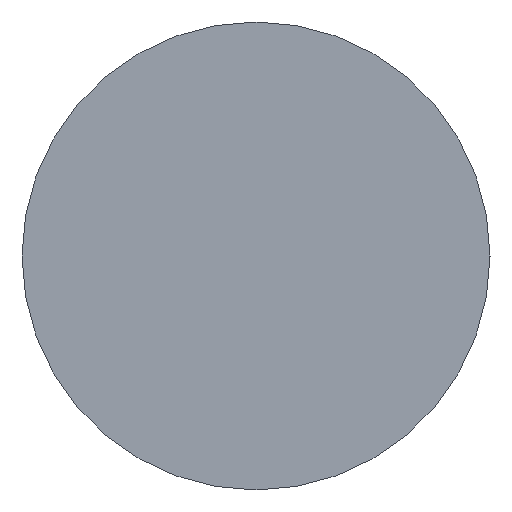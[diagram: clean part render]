
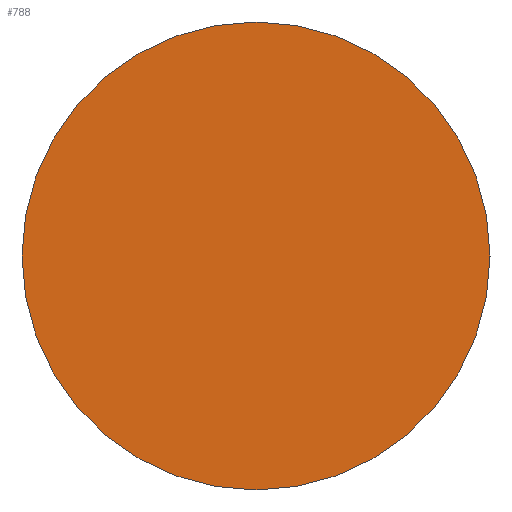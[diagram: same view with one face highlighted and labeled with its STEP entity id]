
A CAD part, front view. The second image highlights one B-rep face of the part: STEP entity #788.
In plain terms, the highlighted planar face has unit normal (0, -1, 0).
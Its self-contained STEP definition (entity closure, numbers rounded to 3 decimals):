
#74=PLANE('',#885);
#113=FACE_OUTER_BOUND('',#164,.T.);
#164=EDGE_LOOP('',(#627,#628));
#269=CIRCLE('',#886,22.5);
#270=CIRCLE('',#887,22.5);
#346=VERTEX_POINT('',#1379);
#347=VERTEX_POINT('',#1380);
#446=EDGE_CURVE('',#346,#347,#269,.T.);
#447=EDGE_CURVE('',#347,#346,#270,.T.);
#627=ORIENTED_EDGE('',*,*,#446,.F.);
#628=ORIENTED_EDGE('',*,*,#447,.F.);
#788=ADVANCED_FACE('',(#113),#74,.T.);
#885=AXIS2_PLACEMENT_3D('',#1378,#1068,#1069);
#886=AXIS2_PLACEMENT_3D('',#1381,#1070,#1071);
#887=AXIS2_PLACEMENT_3D('',#1382,#1072,#1073);
#1068=DIRECTION('center_axis',(0.,-1.,0.));
#1069=DIRECTION('ref_axis',(0.,0.,-1.));
#1070=DIRECTION('center_axis',(0.,1.,0.));
#1071=DIRECTION('ref_axis',(-1.,0.,0.));
#1072=DIRECTION('center_axis',(0.,1.,0.));
#1073=DIRECTION('ref_axis',(-1.,0.,0.));
#1378=CARTESIAN_POINT('Origin',(-11.25,0.,0.));
#1379=CARTESIAN_POINT('',(-22.5,0.,0.));
#1380=CARTESIAN_POINT('',(22.5,0.,0.));
#1381=CARTESIAN_POINT('Origin',(0.,0.,0.));
#1382=CARTESIAN_POINT('Origin',(0.,0.,0.));
